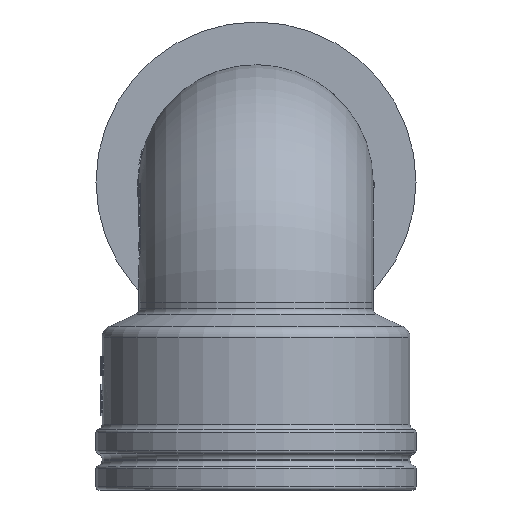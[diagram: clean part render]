
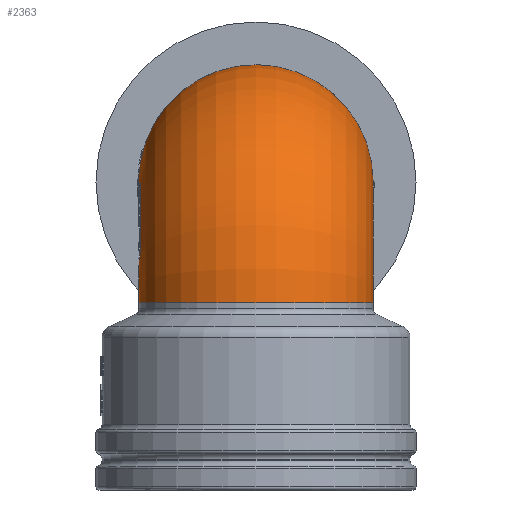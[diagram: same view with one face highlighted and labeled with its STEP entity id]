
A CAD part, front view. The second image highlights one B-rep face of the part: STEP entity #2363.
In plain terms, the highlighted toroidal (fillet/blend) face has major radius 20.2 mm and minor radius 19.594 mm.
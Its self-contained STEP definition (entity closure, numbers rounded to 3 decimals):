
#2363=ADVANCED_FACE('',(#2844,#2845,#2846),#2824,.T.);
#2824=TOROIDAL_SURFACE('',#8565,20.2,19.594);
#2844=FACE_BOUND('',#2943,.T.);
#2845=FACE_BOUND('',#2944,.T.);
#2846=FACE_BOUND('',#2945,.T.);
#2943=EDGE_LOOP('',(#3578,#3579,#3580,#3581,#3582,#3583,#3584,#3585));
#2944=EDGE_LOOP('',(#3586));
#2945=EDGE_LOOP('',(#3587));
#3464=CIRCLE('',#8561,17.41);
#3465=CIRCLE('',#8562,23.477);
#3466=CIRCLE('',#8563,19.594);
#3467=CIRCLE('',#8564,19.594);
#3578=ORIENTED_EDGE('',*,*,#7053,.F.);
#3579=ORIENTED_EDGE('',*,*,#7054,.F.);
#3580=ORIENTED_EDGE('',*,*,#7055,.F.);
#3581=ORIENTED_EDGE('',*,*,#7056,.T.);
#3582=ORIENTED_EDGE('',*,*,#7057,.F.);
#3583=ORIENTED_EDGE('',*,*,#7058,.F.);
#3584=ORIENTED_EDGE('',*,*,#7059,.F.);
#3585=ORIENTED_EDGE('',*,*,#7060,.F.);
#3586=ORIENTED_EDGE('',*,*,#7061,.F.);
#3587=ORIENTED_EDGE('',*,*,#7062,.T.);
#6162=VERTEX_POINT('',#12116);
#6163=VERTEX_POINT('',#12117);
#6164=VERTEX_POINT('',#12122);
#6165=VERTEX_POINT('',#12139);
#6166=VERTEX_POINT('',#12141);
#6167=VERTEX_POINT('',#12161);
#6168=VERTEX_POINT('',#12166);
#6169=VERTEX_POINT('',#12183);
#6170=VERTEX_POINT('',#12186);
#6171=VERTEX_POINT('',#12188);
#7053=EDGE_CURVE('',#6162,#6163,#8345,.T.);
#7054=EDGE_CURVE('',#6164,#6162,#8346,.T.);
#7055=EDGE_CURVE('',#6165,#6164,#8347,.T.);
#7056=EDGE_CURVE('',#6165,#6166,#3464,.T.);
#7057=EDGE_CURVE('',#6167,#6166,#8348,.T.);
#7058=EDGE_CURVE('',#6168,#6167,#8349,.T.);
#7059=EDGE_CURVE('',#6169,#6168,#8350,.T.);
#7060=EDGE_CURVE('',#6163,#6169,#3465,.T.);
#7061=EDGE_CURVE('',#6170,#6170,#3466,.T.);
#7062=EDGE_CURVE('',#6171,#6171,#3467,.T.);
#8345=B_SPLINE_CURVE_WITH_KNOTS('',3,(#12100,#12101,#12102,#12103,#12104,
#12105,#12106,#12107,#12108,#12109,#12110,#12111,#12112,#12113,#12114,#12115),
 .UNSPECIFIED.,.F.,.F.,(4,3,3,3,3,4),(0.,0.226,0.457,
0.684,0.907,1.),.UNSPECIFIED.);
#8346=B_SPLINE_CURVE_WITH_KNOTS('',3,(#12118,#12119,#12120,#12121),
 .UNSPECIFIED.,.F.,.F.,(4,4),(0.,1.),.UNSPECIFIED.);
#8347=B_SPLINE_CURVE_WITH_KNOTS('',3,(#12123,#12124,#12125,#12126,#12127,
#12128,#12129,#12130,#12131,#12132,#12133,#12134,#12135,#12136,#12137,#12138),
 .UNSPECIFIED.,.F.,.F.,(4,3,3,3,3,4),(0.,0.201,0.402,
0.604,0.81,1.),.UNSPECIFIED.);
#8348=B_SPLINE_CURVE_WITH_KNOTS('',3,(#12142,#12143,#12144,#12145,#12146,
#12147,#12148,#12149,#12150,#12151,#12152,#12153,#12154,#12155,#12156,#12157,
#12158,#12159,#12160),.UNSPECIFIED.,.F.,.F.,(4,3,3,3,3,3,4),(0.,0.192,
0.385,0.578,0.77,0.959,
1.),.UNSPECIFIED.);
#8349=B_SPLINE_CURVE_WITH_KNOTS('',3,(#12162,#12163,#12164,#12165),
 .UNSPECIFIED.,.F.,.F.,(4,4),(0.,1.),.UNSPECIFIED.);
#8350=B_SPLINE_CURVE_WITH_KNOTS('',3,(#12167,#12168,#12169,#12170,#12171,
#12172,#12173,#12174,#12175,#12176,#12177,#12178,#12179,#12180,#12181,#12182),
 .UNSPECIFIED.,.F.,.F.,(4,3,3,3,3,4),(0.,0.237,0.473,
0.712,0.954,1.),.UNSPECIFIED.);
#8561=AXIS2_PLACEMENT_3D('',#12140,#9586,#9587);
#8562=AXIS2_PLACEMENT_3D('',#12184,#9588,#9589);
#8563=AXIS2_PLACEMENT_3D('',#12185,#9590,#9591);
#8564=AXIS2_PLACEMENT_3D('',#12187,#9592,#9593);
#8565=AXIS2_PLACEMENT_3D('',#12189,#9594,#9595);
#9586=DIRECTION('',(-1.,0.,0.));
#9587=DIRECTION('',(0.,1.,0.));
#9588=DIRECTION('',(-1.,0.,0.));
#9589=DIRECTION('',(0.,1.,0.));
#9590=DIRECTION('',(0.,0.,-1.));
#9591=DIRECTION('',(1.,0.,0.));
#9592=DIRECTION('',(0.,-1.,0.));
#9593=DIRECTION('',(1.,0.,0.));
#9594=DIRECTION('',(1.,0.,0.));
#9595=DIRECTION('',(0.,-1.,0.));
#12100=CARTESIAN_POINT('',(-19.534,-630.351,37.885));
#12101=CARTESIAN_POINT('',(-19.517,-630.545,37.987));
#12102=CARTESIAN_POINT('',(-19.496,-630.724,38.124));
#12103=CARTESIAN_POINT('',(-19.474,-630.874,38.284));
#12104=CARTESIAN_POINT('',(-19.452,-631.027,38.448));
#12105=CARTESIAN_POINT('',(-19.429,-631.153,38.641));
#12106=CARTESIAN_POINT('',(-19.407,-631.242,38.848));
#12107=CARTESIAN_POINT('',(-19.386,-631.328,39.05));
#12108=CARTESIAN_POINT('',(-19.366,-631.38,39.27));
#12109=CARTESIAN_POINT('',(-19.351,-631.394,39.49));
#12110=CARTESIAN_POINT('',(-19.336,-631.407,39.706));
#12111=CARTESIAN_POINT('',(-19.326,-631.383,39.928));
#12112=CARTESIAN_POINT('',(-19.321,-631.324,40.136));
#12113=CARTESIAN_POINT('',(-19.319,-631.298,40.225));
#12114=CARTESIAN_POINT('',(-19.318,-631.267,40.311));
#12115=CARTESIAN_POINT('',(-19.318,-631.229,40.395));
#12116=CARTESIAN_POINT('',(-19.534,-630.351,37.885));
#12117=CARTESIAN_POINT('',(-19.318,-631.229,40.395));
#12118=CARTESIAN_POINT('',(-19.585,-628.446,36.875));
#12119=CARTESIAN_POINT('',(-19.606,-629.08,37.214));
#12120=CARTESIAN_POINT('',(-19.589,-629.717,37.551));
#12121=CARTESIAN_POINT('',(-19.534,-630.351,37.885));
#12122=CARTESIAN_POINT('',(-19.585,-628.446,36.875));
#12123=CARTESIAN_POINT('',(-19.394,-625.744,37.799));
#12124=CARTESIAN_POINT('',(-19.394,-625.83,37.602));
#12125=CARTESIAN_POINT('',(-19.4,-625.95,37.418));
#12126=CARTESIAN_POINT('',(-19.411,-626.096,37.261));
#12127=CARTESIAN_POINT('',(-19.422,-626.241,37.105));
#12128=CARTESIAN_POINT('',(-19.437,-626.415,36.971));
#12129=CARTESIAN_POINT('',(-19.454,-626.604,36.871));
#12130=CARTESIAN_POINT('',(-19.472,-626.794,36.77));
#12131=CARTESIAN_POINT('',(-19.491,-627.003,36.7));
#12132=CARTESIAN_POINT('',(-19.509,-627.215,36.667));
#12133=CARTESIAN_POINT('',(-19.527,-627.431,36.633));
#12134=CARTESIAN_POINT('',(-19.544,-627.655,36.636));
#12135=CARTESIAN_POINT('',(-19.557,-627.87,36.675));
#12136=CARTESIAN_POINT('',(-19.57,-628.07,36.711));
#12137=CARTESIAN_POINT('',(-19.579,-628.267,36.78));
#12138=CARTESIAN_POINT('',(-19.585,-628.446,36.875));
#12139=CARTESIAN_POINT('',(-19.394,-625.744,37.799));
#12140=CARTESIAN_POINT('',(-19.394,-609.8,30.805));
#12141=CARTESIAN_POINT('',(-19.394,-618.978,45.599));
#12142=CARTESIAN_POINT('',(-19.591,-618.596,48.584));
#12143=CARTESIAN_POINT('',(-19.587,-618.446,48.424));
#12144=CARTESIAN_POINT('',(-19.579,-618.322,48.235));
#12145=CARTESIAN_POINT('',(-19.568,-618.233,48.034));
#12146=CARTESIAN_POINT('',(-19.556,-618.144,47.833));
#12147=CARTESIAN_POINT('',(-19.541,-618.089,47.614));
#12148=CARTESIAN_POINT('',(-19.523,-618.072,47.396));
#12149=CARTESIAN_POINT('',(-19.506,-618.055,47.177));
#12150=CARTESIAN_POINT('',(-19.486,-618.075,46.952));
#12151=CARTESIAN_POINT('',(-19.468,-618.132,46.74));
#12152=CARTESIAN_POINT('',(-19.45,-618.188,46.528));
#12153=CARTESIAN_POINT('',(-19.432,-618.282,46.324));
#12154=CARTESIAN_POINT('',(-19.419,-618.406,46.144));
#12155=CARTESIAN_POINT('',(-19.406,-618.529,45.966));
#12156=CARTESIAN_POINT('',(-19.398,-618.684,45.806));
#12157=CARTESIAN_POINT('',(-19.395,-618.859,45.679));
#12158=CARTESIAN_POINT('',(-19.395,-618.898,45.651));
#12159=CARTESIAN_POINT('',(-19.394,-618.937,45.624));
#12160=CARTESIAN_POINT('',(-19.394,-618.978,45.599));
#12161=CARTESIAN_POINT('',(-19.591,-618.596,48.584));
#12162=CARTESIAN_POINT('',(-19.516,-620.086,50.188));
#12163=CARTESIAN_POINT('',(-19.579,-619.592,49.654));
#12164=CARTESIAN_POINT('',(-19.604,-619.094,49.118));
#12165=CARTESIAN_POINT('',(-19.591,-618.596,48.584));
#12166=CARTESIAN_POINT('',(-19.516,-620.086,50.188));
#12167=CARTESIAN_POINT('',(-19.318,-622.567,50.507));
#12168=CARTESIAN_POINT('',(-19.318,-622.388,50.624));
#12169=CARTESIAN_POINT('',(-19.324,-622.186,50.711));
#12170=CARTESIAN_POINT('',(-19.334,-621.978,50.762));
#12171=CARTESIAN_POINT('',(-19.345,-621.77,50.813));
#12172=CARTESIAN_POINT('',(-19.361,-621.551,50.829));
#12173=CARTESIAN_POINT('',(-19.379,-621.339,50.809));
#12174=CARTESIAN_POINT('',(-19.398,-621.125,50.789));
#12175=CARTESIAN_POINT('',(-19.419,-620.912,50.732));
#12176=CARTESIAN_POINT('',(-19.441,-620.717,50.644));
#12177=CARTESIAN_POINT('',(-19.463,-620.518,50.553));
#12178=CARTESIAN_POINT('',(-19.485,-620.332,50.428));
#12179=CARTESIAN_POINT('',(-19.505,-620.174,50.277));
#12180=CARTESIAN_POINT('',(-19.509,-620.144,50.248));
#12181=CARTESIAN_POINT('',(-19.513,-620.114,50.218));
#12182=CARTESIAN_POINT('',(-19.516,-620.086,50.188));
#12183=CARTESIAN_POINT('',(-19.318,-622.567,50.507));
#12184=CARTESIAN_POINT('',(-19.318,-609.8,30.805));
#12185=CARTESIAN_POINT('',(0.,-630.,30.805));
#12186=CARTESIAN_POINT('',(19.594,-630.,30.805));
#12187=CARTESIAN_POINT('',(0.,-609.8,51.005));
#12188=CARTESIAN_POINT('',(19.594,-609.8,51.005));
#12189=CARTESIAN_POINT('',(0.,-609.8,30.805));
